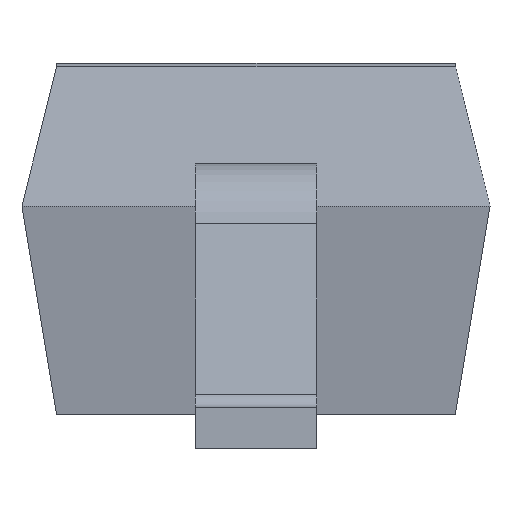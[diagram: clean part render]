
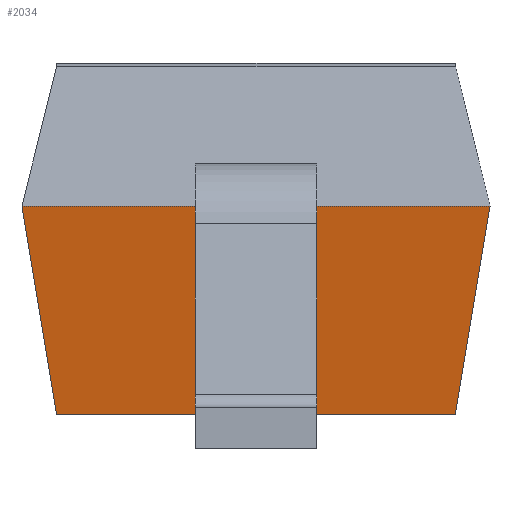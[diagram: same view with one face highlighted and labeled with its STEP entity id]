
A CAD part, left-side view. The second image highlights one B-rep face of the part: STEP entity #2034.
In plain terms, the highlighted free-form (B-spline) face has degree [1, 1] with [2, 2] control points.
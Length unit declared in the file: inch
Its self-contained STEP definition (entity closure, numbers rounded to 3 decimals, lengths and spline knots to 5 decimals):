
#1690 = VERTEX_POINT('',#1691);
#1691 = CARTESIAN_POINT('',(-0.0315,0.02264,
    0.00394));
#1700 = B_SPLINE_SURFACE_WITH_KNOTS('',1,1,(
    (#1701,#1702)
    ,(#1703,#1704
    )),.UNSPECIFIED.,.F.,.F.,.F.,(2,2),(2,2),(0.,1.8),(0.,1.),
  .PIECEWISE_BEZIER_KNOTS.);
#1701 = CARTESIAN_POINT('',(-0.0315,0.02264,
    0.00394));
#1702 = CARTESIAN_POINT('',(-0.03543,0.02657,
    0.02756));
#1703 = CARTESIAN_POINT('',(0.0315,0.02264,
    0.00394));
#1704 = CARTESIAN_POINT('',(0.03543,0.02657,
    0.02756));
#1711 = PLANE('',#1712);
#1712 = AXIS2_PLACEMENT_3D('',#1713,#1714,#1715);
#1713 = CARTESIAN_POINT('',(-0.0315,0.02264,
    0.00394));
#1714 = DIRECTION('',(0.,0.,1.));
#1715 = DIRECTION('',(0.812,-0.584,0.));
#1751 = VERTEX_POINT('',#1752);
#1752 = CARTESIAN_POINT('',(-0.03543,0.02657,
    0.02756));
#1778 = EDGE_CURVE('',#1690,#1751,#1779,.T.);
#1779 = SURFACE_CURVE('',#1780,(#1783,#1790),.PCURVE_S1.);
#1780 = B_SPLINE_CURVE_WITH_KNOTS('',1,(#1781,#1782),.UNSPECIFIED.,.F.,
  .F.,(2,2),(0.,1.),.PIECEWISE_BEZIER_KNOTS.);
#1781 = CARTESIAN_POINT('',(-0.0315,0.02264,
    0.00394));
#1782 = CARTESIAN_POINT('',(-0.03543,0.02657,
    0.02756));
#1783 = PCURVE('',#1700,#1784);
#1784 = DEFINITIONAL_REPRESENTATION('',(#1785),#1789);
#1785 = LINE('',#1786,#1787);
#1786 = CARTESIAN_POINT('',(0.,0.));
#1787 = VECTOR('',#1788,1.);
#1788 = DIRECTION('',(0.,1.));
#1789 = ( GEOMETRIC_REPRESENTATION_CONTEXT(2) 
PARAMETRIC_REPRESENTATION_CONTEXT() REPRESENTATION_CONTEXT('2D SPACE',''
  ) );
#1790 = PCURVE('',#1791,#1796);
#1791 = B_SPLINE_SURFACE_WITH_KNOTS('',1,1,(
    (#1792,#1793)
    ,(#1794,#1795
    )),.UNSPECIFIED.,.F.,.F.,.F.,(2,2),(2,2),(0.,1.35),(0.,1.),
  .PIECEWISE_BEZIER_KNOTS.);
#1792 = CARTESIAN_POINT('',(-0.0315,-0.02264,
    0.00394));
#1793 = CARTESIAN_POINT('',(-0.03543,-0.02657,
    0.02756));
#1794 = CARTESIAN_POINT('',(-0.0315,0.02264,
    0.00394));
#1795 = CARTESIAN_POINT('',(-0.03543,0.02657,
    0.02756));
#1796 = DEFINITIONAL_REPRESENTATION('',(#1797),#1801);
#1797 = LINE('',#1798,#1799);
#1798 = CARTESIAN_POINT('',(1.35,0.));
#1799 = VECTOR('',#1800,1.);
#1800 = DIRECTION('',(0.,1.));
#1801 = ( GEOMETRIC_REPRESENTATION_CONTEXT(2) 
PARAMETRIC_REPRESENTATION_CONTEXT() REPRESENTATION_CONTEXT('2D SPACE',''
  ) );
#1830 = VERTEX_POINT('',#1831);
#1831 = CARTESIAN_POINT('',(-0.0315,-0.02264,
    0.00394));
#1845 = B_SPLINE_SURFACE_WITH_KNOTS('',1,1,(
    (#1846,#1847)
    ,(#1848,#1849
    )),.UNSPECIFIED.,.F.,.F.,.F.,(2,2),(2,2),(0.,1.8),(0.,1.),
  .PIECEWISE_BEZIER_KNOTS.);
#1846 = CARTESIAN_POINT('',(0.0315,-0.02264,
    0.00394));
#1847 = CARTESIAN_POINT('',(0.03543,-0.02657,
    0.02756));
#1848 = CARTESIAN_POINT('',(-0.0315,-0.02264,
    0.00394));
#1849 = CARTESIAN_POINT('',(-0.03543,-0.02657,
    0.02756));
#1856 = EDGE_CURVE('',#1830,#1690,#1857,.T.);
#1857 = SURFACE_CURVE('',#1858,(#1862,#1869),.PCURVE_S1.);
#1858 = LINE('',#1859,#1860);
#1859 = CARTESIAN_POINT('',(-0.0315,-0.02264,
    0.00394));
#1860 = VECTOR('',#1861,0.03937);
#1861 = DIRECTION('',(0.,1.,0.));
#1862 = PCURVE('',#1711,#1863);
#1863 = DEFINITIONAL_REPRESENTATION('',(#1864),#1868);
#1864 = LINE('',#1865,#1866);
#1865 = CARTESIAN_POINT('',(0.026,-0.037));
#1866 = VECTOR('',#1867,1.);
#1867 = DIRECTION('',(-0.584,0.812));
#1868 = ( GEOMETRIC_REPRESENTATION_CONTEXT(2) 
PARAMETRIC_REPRESENTATION_CONTEXT() REPRESENTATION_CONTEXT('2D SPACE',''
  ) );
#1869 = PCURVE('',#1791,#1870);
#1870 = DEFINITIONAL_REPRESENTATION('',(#1871),#1874);
#1871 = B_SPLINE_CURVE_WITH_KNOTS('',1,(#1872,#1873),.UNSPECIFIED.,.F.,
  .F.,(2,2),(0.,1.15),.PIECEWISE_BEZIER_KNOTS.);
#1872 = CARTESIAN_POINT('',(0.,0.));
#1873 = CARTESIAN_POINT('',(1.35,0.));
#1874 = ( GEOMETRIC_REPRESENTATION_CONTEXT(2) 
PARAMETRIC_REPRESENTATION_CONTEXT() REPRESENTATION_CONTEXT('2D SPACE',''
  ) );
#2023 = B_SPLINE_SURFACE_WITH_KNOTS('',1,1,(
    (#2024,#2025)
    ,(#2026,#2027
    )),.UNSPECIFIED.,.F.,.F.,.F.,(2,2),(2,2),(0.,1.35),(0.,1.),
  .PIECEWISE_BEZIER_KNOTS.);
#2024 = CARTESIAN_POINT('',(-0.03543,-0.02657,
    0.02756));
#2025 = CARTESIAN_POINT('',(-0.0315,-0.02264,
    0.04341));
#2026 = CARTESIAN_POINT('',(-0.03543,0.02657,
    0.02756));
#2027 = CARTESIAN_POINT('',(-0.0315,0.02264,
    0.04341));
#2034 = ADVANCED_FACE('',(#2035),#1791,.F.);
#2035 = FACE_BOUND('',#2036,.F.);
#2036 = EDGE_LOOP('',(#2037,#2038,#2039,#2062));
#2037 = ORIENTED_EDGE('',*,*,#1856,.T.);
#2038 = ORIENTED_EDGE('',*,*,#1778,.T.);
#2039 = ORIENTED_EDGE('',*,*,#2040,.F.);
#2040 = EDGE_CURVE('',#2041,#1751,#2043,.T.);
#2041 = VERTEX_POINT('',#2042);
#2042 = CARTESIAN_POINT('',(-0.03543,-0.02657,
    0.02756));
#2043 = SURFACE_CURVE('',#2044,(#2048,#2055),.PCURVE_S1.);
#2044 = LINE('',#2045,#2046);
#2045 = CARTESIAN_POINT('',(-0.03543,-0.02657,
    0.02756));
#2046 = VECTOR('',#2047,0.03937);
#2047 = DIRECTION('',(0.,1.,0.));
#2048 = PCURVE('',#1791,#2049);
#2049 = DEFINITIONAL_REPRESENTATION('',(#2050),#2054);
#2050 = LINE('',#2051,#2052);
#2051 = CARTESIAN_POINT('',(0.,1.));
#2052 = VECTOR('',#2053,1.);
#2053 = DIRECTION('',(1.,0.));
#2054 = ( GEOMETRIC_REPRESENTATION_CONTEXT(2) 
PARAMETRIC_REPRESENTATION_CONTEXT() REPRESENTATION_CONTEXT('2D SPACE',''
  ) );
#2055 = PCURVE('',#2023,#2056);
#2056 = DEFINITIONAL_REPRESENTATION('',(#2057),#2061);
#2057 = LINE('',#2058,#2059);
#2058 = CARTESIAN_POINT('',(0.,0.));
#2059 = VECTOR('',#2060,1.);
#2060 = DIRECTION('',(1.,0.));
#2061 = ( GEOMETRIC_REPRESENTATION_CONTEXT(2) 
PARAMETRIC_REPRESENTATION_CONTEXT() REPRESENTATION_CONTEXT('2D SPACE',''
  ) );
#2062 = ORIENTED_EDGE('',*,*,#2063,.F.);
#2063 = EDGE_CURVE('',#1830,#2041,#2064,.T.);
#2064 = SURFACE_CURVE('',#2065,(#2068,#2075),.PCURVE_S1.);
#2065 = B_SPLINE_CURVE_WITH_KNOTS('',1,(#2066,#2067),.UNSPECIFIED.,.F.,
  .F.,(2,2),(0.,1.),.PIECEWISE_BEZIER_KNOTS.);
#2066 = CARTESIAN_POINT('',(-0.0315,-0.02264,
    0.00394));
#2067 = CARTESIAN_POINT('',(-0.03543,-0.02657,
    0.02756));
#2068 = PCURVE('',#1791,#2069);
#2069 = DEFINITIONAL_REPRESENTATION('',(#2070),#2074);
#2070 = LINE('',#2071,#2072);
#2071 = CARTESIAN_POINT('',(0.,0.));
#2072 = VECTOR('',#2073,1.);
#2073 = DIRECTION('',(0.,1.));
#2074 = ( GEOMETRIC_REPRESENTATION_CONTEXT(2) 
PARAMETRIC_REPRESENTATION_CONTEXT() REPRESENTATION_CONTEXT('2D SPACE',''
  ) );
#2075 = PCURVE('',#1845,#2076);
#2076 = DEFINITIONAL_REPRESENTATION('',(#2077),#2081);
#2077 = LINE('',#2078,#2079);
#2078 = CARTESIAN_POINT('',(1.8,0.));
#2079 = VECTOR('',#2080,1.);
#2080 = DIRECTION('',(0.,1.));
#2081 = ( GEOMETRIC_REPRESENTATION_CONTEXT(2) 
PARAMETRIC_REPRESENTATION_CONTEXT() REPRESENTATION_CONTEXT('2D SPACE',''
  ) );
